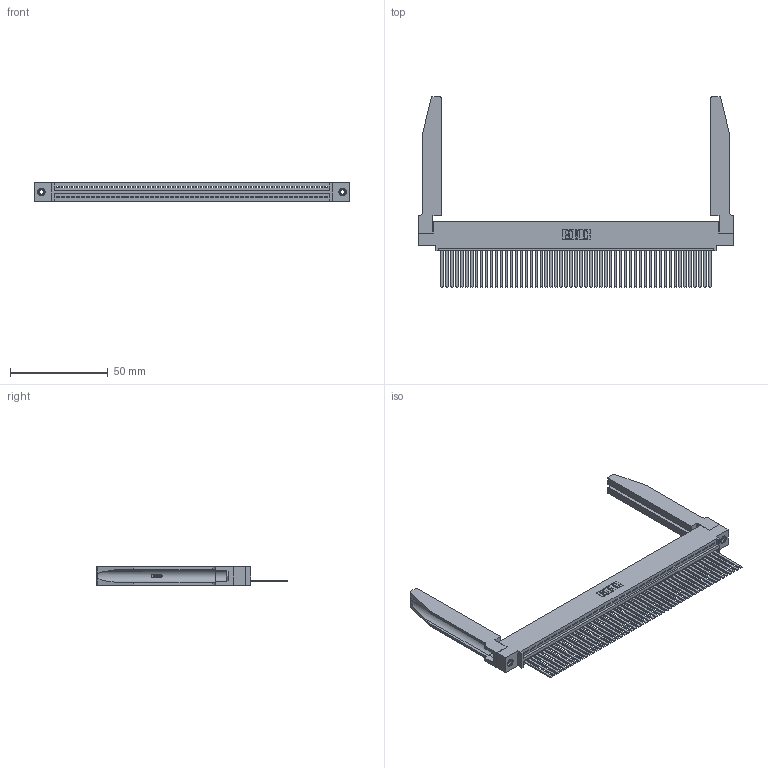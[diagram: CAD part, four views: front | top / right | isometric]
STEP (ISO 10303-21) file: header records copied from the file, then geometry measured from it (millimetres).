
FILE_DESCRIPTION (( 'STEP AP203' ), '1' );
FILE_NAME ('395-055-544-478.STEP', '2019-10-23T21:06:44', ( '' ), ( '' ), 'SwSTEP 2.0', 'SolidWorks 2016', '' );
FILE_SCHEMA (( 'CONFIG_CONTROL_DESIGN' ));
Length unit declared in the file: inch
Products named in the file (5): 345 Part_0.110 Offset - 0.156 Dia-TH; 345-292-001_345-293-144; 395-055-544-478; 345-220-078_345-220-078; 345-250-001_345-250-001-102
Assembly tree (60 placements, depth 2):
  395-055-544-478
    345 Part_0.110 Offset - 0.156 Dia-TH
    345-292-001_345-293-144  x55
    345-250-001_345-250-001-102  x2
    345-220-078_345-220-078  x2
Bounding box: 160.93 x 97.71 x 9.4 mm (x, y, z)
Volume: 23726.3 mm3; surface area: 30220.2 mm2
Topology: 60 solids, 60 shells, 3224 faces, 9651 edges, 6350 vertices
Faces by surface type: plane 2206, cylinder 966, bspline 36, cone 12, torus 4
Entity records: 44332 total; most frequent: CARTESIAN_POINT 8576, ORIENTED_EDGE 7462, DIRECTION 6475, EDGE_CURVE 3731, VECTOR 3289, LINE 3289, VERTEX_POINT 2480, AXIS2_PLACEMENT_3D 1593
